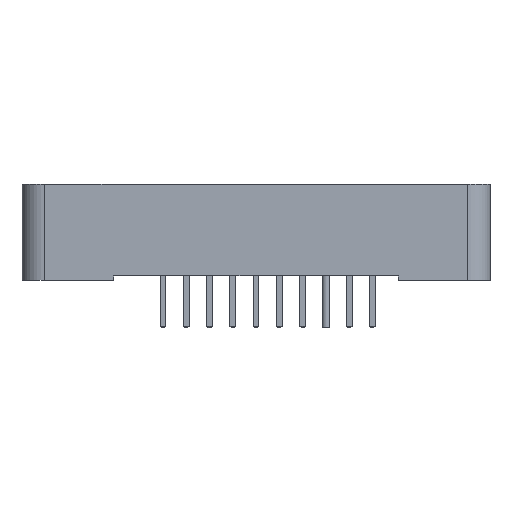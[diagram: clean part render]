
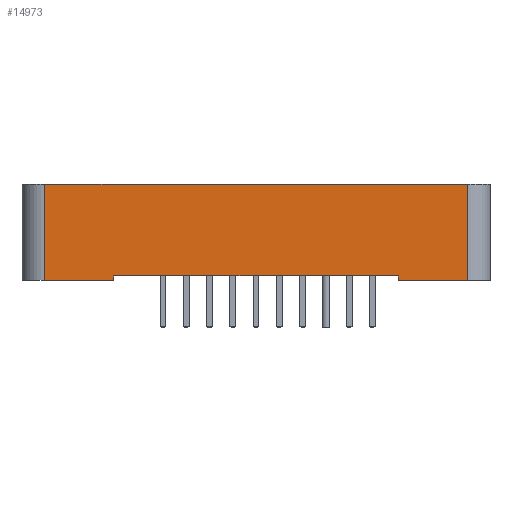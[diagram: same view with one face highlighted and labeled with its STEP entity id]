
A CAD part, left-side view. The second image highlights one B-rep face of the part: STEP entity #14973.
In plain terms, the highlighted planar face has unit normal (-1, 0, 0).
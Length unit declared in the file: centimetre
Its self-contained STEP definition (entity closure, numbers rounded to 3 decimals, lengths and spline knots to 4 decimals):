
#538=PLANE('',#15831);
#1609=VECTOR('',#17601,1.);
#1653=VECTOR('',#17801,1.);
#1655=VECTOR('',#17804,1.);
#1657=VECTOR('',#17807,1.);
#1681=VECTOR('',#17850,1.);
#1682=VECTOR('',#17851,1.);
#1683=VECTOR('',#17852,1.);
#3306=LINE('',#22012,#1609);
#3350=LINE('',#22225,#1653);
#3352=LINE('',#22229,#1655);
#3354=LINE('',#22233,#1657);
#3378=LINE('',#22288,#1681);
#3379=LINE('',#22290,#1682);
#3380=LINE('',#22291,#1683);
#4783=VERTEX_POINT('',#22010);
#4785=VERTEX_POINT('',#22013);
#4865=VERTEX_POINT('',#22222);
#4866=VERTEX_POINT('',#22224);
#4867=VERTEX_POINT('',#22228);
#4868=VERTEX_POINT('',#22230);
#4887=VERTEX_POINT('',#22289);
#4888=VERTEX_POINT('',#22292);
#6912=EDGE_CURVE('',#4785,#4783,#3306,.T.);
#7018=EDGE_CURVE('',#4865,#4866,#3350,.T.);
#7020=EDGE_CURVE('',#4868,#4867,#3352,.T.);
#7022=EDGE_CURVE('',#4867,#4865,#3354,.T.);
#7052=EDGE_CURVE('',#4866,#4887,#3378,.T.);
#7053=EDGE_CURVE('',#4887,#4785,#3379,.T.);
#7054=EDGE_CURVE('',#4888,#4783,#3380,.T.);
#7055=EDGE_CURVE('',#4888,#4868,#3378,.T.);
#10377=ORIENTED_EDGE('',*,*,#7020,.T.);
#10378=ORIENTED_EDGE('',*,*,#7022,.T.);
#10379=ORIENTED_EDGE('',*,*,#7018,.T.);
#10380=ORIENTED_EDGE('',*,*,#7052,.T.);
#10381=ORIENTED_EDGE('',*,*,#7053,.T.);
#10382=ORIENTED_EDGE('',*,*,#6912,.T.);
#10383=ORIENTED_EDGE('',*,*,#7054,.F.);
#10384=ORIENTED_EDGE('',*,*,#7055,.T.);
#13105=EDGE_LOOP('',(#10377,#10378,#10379,#10380,#10381,#10382,#10383,#10384));
#14059=FACE_BOUND('',#13105,.T.);
#14973=ADVANCED_FACE('',(#14059),#538,.T.);
#15831=AXIS2_PLACEMENT_3D('',#22287,#17849,$);
#17601=DIRECTION('',(0.,1.,0.));
#17801=DIRECTION('',(0.,0.,-1.));
#17804=DIRECTION('',(0.,0.,1.));
#17807=DIRECTION('',(0.,-1.,0.));
#17849=DIRECTION('',(-1.,0.,0.));
#17850=DIRECTION('',(0.,-1.,0.));
#17851=DIRECTION('',(0.,0.,1.));
#17852=DIRECTION('',(0.,0.,1.));
#22010=CARTESIAN_POINT('',(-2.555,2.305,1.05));
#22012=CARTESIAN_POINT('',(-2.555,2.305,1.05));
#22013=CARTESIAN_POINT('',(-2.555,-2.305,1.05));
#22222=CARTESIAN_POINT('',(-2.555,-1.555,0.05));
#22224=CARTESIAN_POINT('',(-2.555,-1.555,0.));
#22225=CARTESIAN_POINT('',(-2.555,-1.555,0.));
#22228=CARTESIAN_POINT('',(-2.555,1.555,0.05));
#22229=CARTESIAN_POINT('',(-2.555,1.555,0.));
#22230=CARTESIAN_POINT('',(-2.555,1.555,0.));
#22233=CARTESIAN_POINT('',(-2.555,0.,0.05));
#22287=CARTESIAN_POINT('',(-2.555,0.,0.));
#22288=CARTESIAN_POINT('',(-2.555,2.305,0.));
#22289=CARTESIAN_POINT('',(-2.555,-2.305,0.));
#22290=CARTESIAN_POINT('',(-2.555,-2.305,0.));
#22291=CARTESIAN_POINT('',(-2.555,2.305,0.));
#22292=CARTESIAN_POINT('',(-2.555,2.305,0.));
